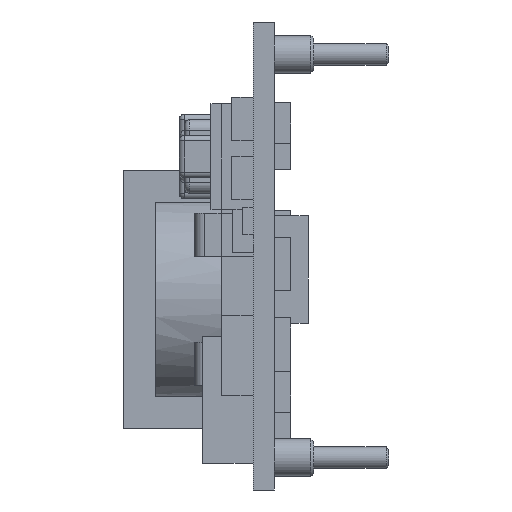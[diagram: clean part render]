
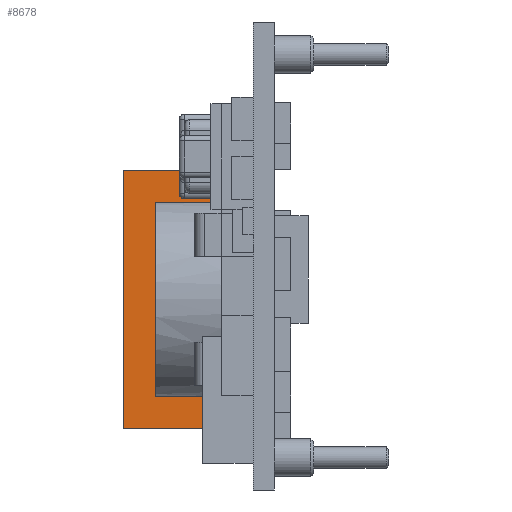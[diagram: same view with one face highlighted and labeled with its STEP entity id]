
A CAD part, left-side view. The second image highlights one B-rep face of the part: STEP entity #8678.
In plain terms, the highlighted planar face has unit normal (-1, 0, 0).
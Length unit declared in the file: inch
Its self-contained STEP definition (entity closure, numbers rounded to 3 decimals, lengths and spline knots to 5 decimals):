
#77 = CARTESIAN_POINT ( 'NONE',  ( 0.228, 0.172, -0.3205 ) ) ;
#433 = DIRECTION ( 'NONE',  ( 0., 0., 1. ) ) ;
#999 = ORIENTED_EDGE ( 'NONE', *, *, #11436, .T. ) ;
#1247 = CARTESIAN_POINT ( 'NONE',  ( 0.228, 0.172, 0.1595 ) ) ;
#1313 = VERTEX_POINT ( 'NONE', #7496 ) ;
#1332 = EDGE_CURVE ( 'NONE', #7951, #8088, #10216, .T. ) ;
#1367 = CARTESIAN_POINT ( 'NONE',  ( 0.228, -0.31143, -0.3205 ) ) ;
#1646 = EDGE_CURVE ( 'NONE', #10775, #9326, #6087, .T. ) ;
#2117 = LINE ( 'NONE', #5157, #11765 ) ;
#2206 = DIRECTION ( 'NONE',  ( 1., 0., 0. ) ) ;
#2270 = VECTOR ( 'NONE', #433, 39.37008 ) ;
#2747 = LINE ( 'NONE', #8018, #11410 ) ;
#3044 = CARTESIAN_POINT ( 'NONE',  ( 0.228, 0.172, -0.2605 ) ) ;
#3076 = ORIENTED_EDGE ( 'NONE', *, *, #6768, .T. ) ;
#4100 = AXIS2_PLACEMENT_3D ( 'NONE', #7606, #2206, #5011 ) ;
#4173 = ORIENTED_EDGE ( 'NONE', *, *, #7619, .T. ) ;
#4296 = CARTESIAN_POINT ( 'NONE',  ( 0.228, 0.172, 0.0995 ) ) ;
#4546 = ORIENTED_EDGE ( 'NONE', *, *, #7131, .F. ) ;
#4869 = CARTESIAN_POINT ( 'NONE',  ( 0.228, 0.294, -0.3205 ) ) ;
#4958 = DIRECTION ( 'NONE',  ( 0., 0., -1. ) ) ;
#5011 = DIRECTION ( 'NONE',  ( 0., 0., -1. ) ) ;
#5076 = CARTESIAN_POINT ( 'NONE',  ( 0.228, 0.354, -0.3205 ) ) ;
#5157 = CARTESIAN_POINT ( 'NONE',  ( 0.228, 0.172, -0.3205 ) ) ;
#5616 = ORIENTED_EDGE ( 'NONE', *, *, #1332, .T. ) ;
#6087 = LINE ( 'NONE', #4869, #2270 ) ;
#6118 = EDGE_CURVE ( 'NONE', #11229, #11111, #2117, .T. ) ;
#6579 = VECTOR ( 'NONE', #11665, 39.37008 ) ;
#6655 = CARTESIAN_POINT ( 'NONE',  ( 0.228, 0.354, -0.3205 ) ) ;
#6768 = EDGE_CURVE ( 'NONE', #1313, #10887, #9340, .T. ) ;
#6794 = DIRECTION ( 'NONE',  ( 0., -1., 0. ) ) ;
#7131 = EDGE_CURVE ( 'NONE', #7951, #10887, #10503, .T. ) ;
#7182 = DIRECTION ( 'NONE',  ( 0., 1., 0. ) ) ;
#7220 = VECTOR ( 'NONE', #7419, 39.37008 ) ;
#7348 = LINE ( 'NONE', #8721, #8636 ) ;
#7419 = DIRECTION ( 'NONE',  ( 0., 0., 1. ) ) ;
#7496 = CARTESIAN_POINT ( 'NONE',  ( 0.228, 0.354, 0.1595 ) ) ;
#7606 = CARTESIAN_POINT ( 'NONE',  ( 0.228, -0.31143, -0.3205 ) ) ;
#7613 = DIRECTION ( 'NONE',  ( 0., 1., 0. ) ) ;
#7619 = EDGE_CURVE ( 'NONE', #9326, #11229, #7348, .T. ) ;
#7951 = VERTEX_POINT ( 'NONE', #77 ) ;
#8018 = CARTESIAN_POINT ( 'NONE',  ( 0.228, -0.31143, -0.2605 ) ) ;
#8088 = VERTEX_POINT ( 'NONE', #3044 ) ;
#8166 = FACE_OUTER_BOUND ( 'NONE', #11685, .T. ) ;
#8636 = VECTOR ( 'NONE', #6794, 39.37008 ) ;
#8678 = ADVANCED_FACE ( 'NONE', ( #8166 ), #11289, .F. ) ;
#8721 = CARTESIAN_POINT ( 'NONE',  ( 0.228, -0.31143, 0.0995 ) ) ;
#8869 = ORIENTED_EDGE ( 'NONE', *, *, #9463, .T. ) ;
#9098 = CARTESIAN_POINT ( 'NONE',  ( 0.228, -0.31143, 0.1595 ) ) ;
#9294 = ORIENTED_EDGE ( 'NONE', *, *, #1646, .T. ) ;
#9326 = VERTEX_POINT ( 'NONE', #10924 ) ;
#9340 = LINE ( 'NONE', #6655, #10181 ) ;
#9463 = EDGE_CURVE ( 'NONE', #11111, #1313, #10425, .T. ) ;
#10181 = VECTOR ( 'NONE', #4958, 39.37008 ) ;
#10216 = LINE ( 'NONE', #11184, #7220 ) ;
#10225 = CARTESIAN_POINT ( 'NONE',  ( 0.228, 0.294, -0.2605 ) ) ;
#10425 = LINE ( 'NONE', #9098, #6579 ) ;
#10503 = LINE ( 'NONE', #1367, #11786 ) ;
#10775 = VERTEX_POINT ( 'NONE', #10225 ) ;
#10887 = VERTEX_POINT ( 'NONE', #5076 ) ;
#10924 = CARTESIAN_POINT ( 'NONE',  ( 0.228, 0.294, 0.0995 ) ) ;
#11111 = VERTEX_POINT ( 'NONE', #1247 ) ;
#11184 = CARTESIAN_POINT ( 'NONE',  ( 0.228, 0.172, -0.3205 ) ) ;
#11229 = VERTEX_POINT ( 'NONE', #4296 ) ;
#11289 = PLANE ( 'NONE',  #4100 ) ;
#11410 = VECTOR ( 'NONE', #7182, 39.37008 ) ;
#11436 = EDGE_CURVE ( 'NONE', #8088, #10775, #2747, .T. ) ;
#11462 = DIRECTION ( 'NONE',  ( 0., 0., 1. ) ) ;
#11585 = ORIENTED_EDGE ( 'NONE', *, *, #6118, .T. ) ;
#11665 = DIRECTION ( 'NONE',  ( 0., 1., 0. ) ) ;
#11685 = EDGE_LOOP ( 'NONE', ( #9294, #4173, #11585, #8869, #3076, #4546, #5616, #999 ) ) ;
#11765 = VECTOR ( 'NONE', #11462, 39.37008 ) ;
#11786 = VECTOR ( 'NONE', #7613, 39.37008 ) ;
